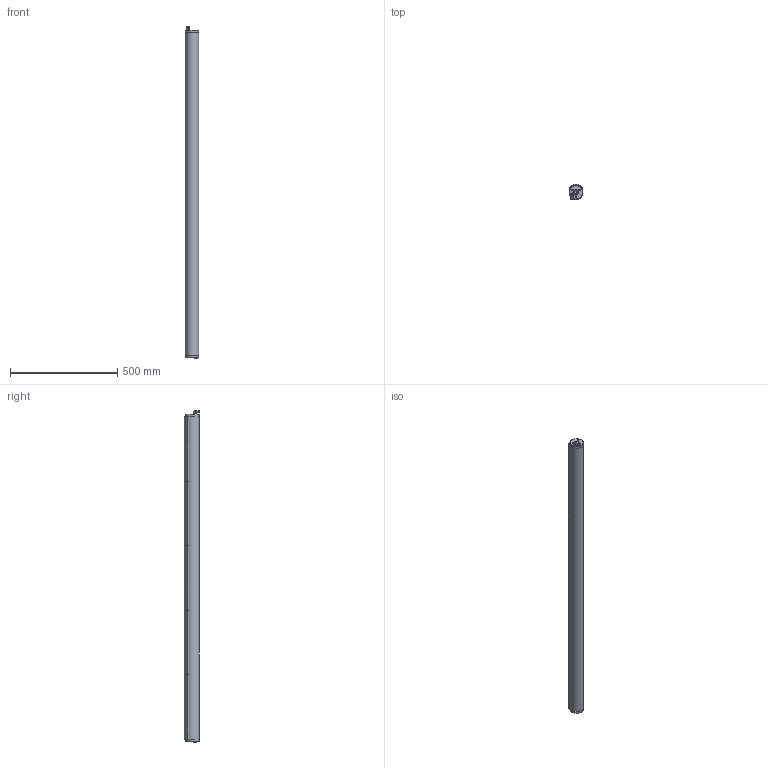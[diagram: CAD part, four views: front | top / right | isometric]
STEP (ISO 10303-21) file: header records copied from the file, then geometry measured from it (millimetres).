
FILE_DESCRIPTION (( 'STEP AP203' ), '1' );
FILE_NAME ('S38075XXX-110.STEP', '2020-01-03T19:37:15', ( '' ), ( '' ), 'SwSTEP 2.0', 'SolidWorks 2019', '' );
FILE_SCHEMA (( 'CONFIG_CONTROL_DESIGN' ));
Length unit declared in the file: inch
Products named in the file (10): Standard Airturn Wafers_64-0112-SK; 90-0206_4860K125; Standard Airturn Housings_Website; 90-0395_90-0395; Standard Airturn Plugs_38-0084; S38075XXX-110
Assembly tree (10 placements, depth 2):
  S38075XXX-110
    Standard Airturn Housings_Website
    Standard Airturn Plugs_38-0084  x2
    90-0395_90-0395
    90-0206_4860K125
    Standard Airturn Wafers_64-0112-SK
    Standard Airturn Wafers_64-0112-SK
    Standard Airturn Wafers_64-0112-SK
    Standard Airturn Wafers_64-0112-SK
    Standard Airturn Wafers_64-0112-SK
Bounding box: 63.5 x 70.42 x 1545.22 mm (x, y, z)
Volume: 2455501.4 mm3; surface area: 801491.2 mm2
Topology: 12 solids, 12 shells, 202 faces, 423 edges, 268 vertices
Faces by surface type: plane 71, cylinder 57, cone 56, bspline 10, torus 6, sphere 2
Full cylindrical faces by diameter (mm): 4.762 x2, 5 x6, 6.73 x2, 7.311 x1, 7.914 x1, 8 x1, 8.8 x2, 8.835 x1, 9.952 x1, 10.328 x1, 10.649 x1, 10.8 x2, 12.15 x1, 12.238 x2, 13.5 x1, 14 x1, 17.462 x2, 43.409 x2, 45.085 x4, 47.625 x8, 50.8 x1, 62.738 x2, 63.5 x1
Entity records: 12094 total; most frequent: CARTESIAN_POINT 7865, DIRECTION 670, ORIENTED_EDGE 534, AXIS2_PLACEMENT_3D 293, EDGE_CURVE 267, EDGE_LOOP 245, VERTEX_POINT 200, FACE_OUTER_BOUND 197
